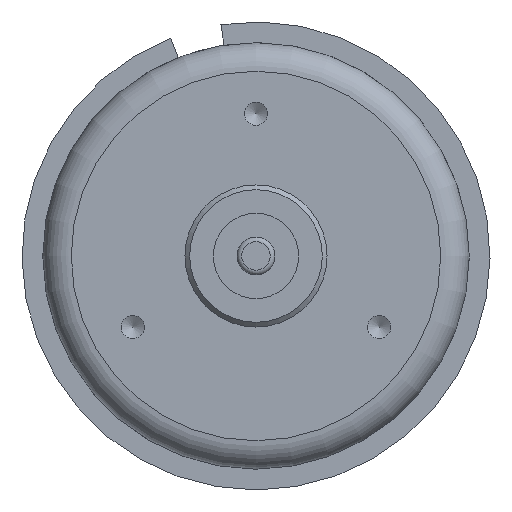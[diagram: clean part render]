
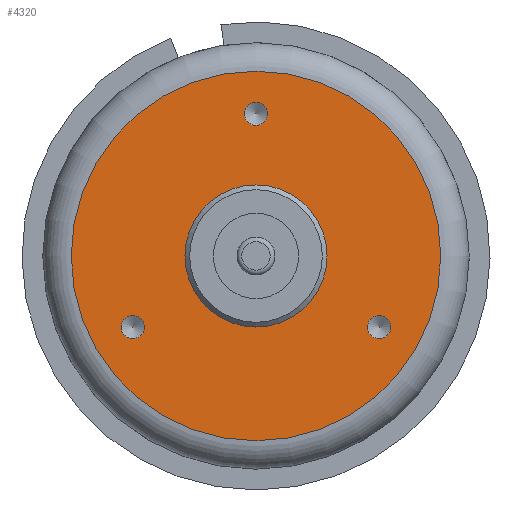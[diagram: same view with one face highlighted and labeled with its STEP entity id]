
A CAD part, front view. The second image highlights one B-rep face of the part: STEP entity #4320.
In plain terms, the highlighted planar face has unit normal (0, -1, 0).
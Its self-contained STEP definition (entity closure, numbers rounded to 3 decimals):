
#3972=CARTESIAN_POINT('',(-11.761,0.0,-7.5));
#3973=VERTEX_POINT('',#3972);
#3974=CARTESIAN_POINT('',(-12.99,0.0,-7.5));
#3975=DIRECTION('',(0.0,1.0,0.0));
#3976=DIRECTION('',(1.0,0.0,0.0));
#3977=AXIS2_PLACEMENT_3D('',#3974,#3975,#3976);
#3978=CIRCLE('',#3977,1.23);
#3979=EDGE_CURVE('',#3973,#3973,#3978,.T.);
#4051=CARTESIAN_POINT('',(1.23,0.0,15.0));
#4052=VERTEX_POINT('',#4051);
#4053=CARTESIAN_POINT('',(0.0,0.0,15.0));
#4054=DIRECTION('',(0.0,1.0,0.0));
#4055=DIRECTION('',(1.0,0.0,0.0));
#4056=AXIS2_PLACEMENT_3D('',#4053,#4054,#4055);
#4057=CIRCLE('',#4056,1.23);
#4058=EDGE_CURVE('',#4052,#4052,#4057,.T.);
#4130=CARTESIAN_POINT('',(14.22,0.0,-7.5));
#4131=VERTEX_POINT('',#4130);
#4132=CARTESIAN_POINT('',(12.99,0.0,-7.5));
#4133=DIRECTION('',(0.0,1.0,0.0));
#4134=DIRECTION('',(1.0,0.0,0.0));
#4135=AXIS2_PLACEMENT_3D('',#4132,#4133,#4134);
#4136=CIRCLE('',#4135,1.23);
#4137=EDGE_CURVE('',#4131,#4131,#4136,.T.);
#4227=CARTESIAN_POINT('',(7.5,0.0,0.));
#4228=VERTEX_POINT('',#4227);
#4229=CARTESIAN_POINT('',(0.0,0.0,0.0));
#4230=DIRECTION('',(0.0,1.0,0.0));
#4231=DIRECTION('',(-1.0,0.0,0.0));
#4232=AXIS2_PLACEMENT_3D('',#4229,#4230,#4231);
#4233=CIRCLE('',#4232,7.5);
#4234=EDGE_CURVE('',#4228,#4228,#4233,.T.);
#4270=CARTESIAN_POINT('',(-19.5,0.0,0.));
#4271=VERTEX_POINT('',#4270);
#4272=CARTESIAN_POINT('',(0.0,0.0,0.0));
#4273=DIRECTION('',(0.0,1.0,0.0));
#4274=DIRECTION('',(1.0,0.0,0.0));
#4275=AXIS2_PLACEMENT_3D('',#4272,#4273,#4274);
#4276=CIRCLE('',#4275,19.5);
#4277=EDGE_CURVE('',#4271,#4271,#4276,.T.);
#4300=CARTESIAN_POINT('',(0.0,0.0,0.0));
#4301=DIRECTION('',(0.0,-1.0,0.0));
#4302=DIRECTION('',(0.0,0.0,-1.0));
#4303=AXIS2_PLACEMENT_3D('',#4300,#4301,#4302);
#4304=PLANE('',#4303);
#4305=ORIENTED_EDGE('',*,*,#4277,.F.);
#4306=EDGE_LOOP('',(#4305));
#4307=FACE_OUTER_BOUND('',#4306,.T.);
#4308=ORIENTED_EDGE('',*,*,#3979,.T.);
#4309=EDGE_LOOP('',(#4308));
#4310=FACE_BOUND('',#4309,.T.);
#4311=ORIENTED_EDGE('',*,*,#4058,.T.);
#4312=EDGE_LOOP('',(#4311));
#4313=FACE_BOUND('',#4312,.T.);
#4314=ORIENTED_EDGE('',*,*,#4137,.T.);
#4315=EDGE_LOOP('',(#4314));
#4316=FACE_BOUND('',#4315,.T.);
#4317=ORIENTED_EDGE('',*,*,#4234,.T.);
#4318=EDGE_LOOP('',(#4317));
#4319=FACE_BOUND('',#4318,.T.);
#4320=ADVANCED_FACE('',(#4307,#4310,#4313,#4316,#4319),#4304,.T.);
